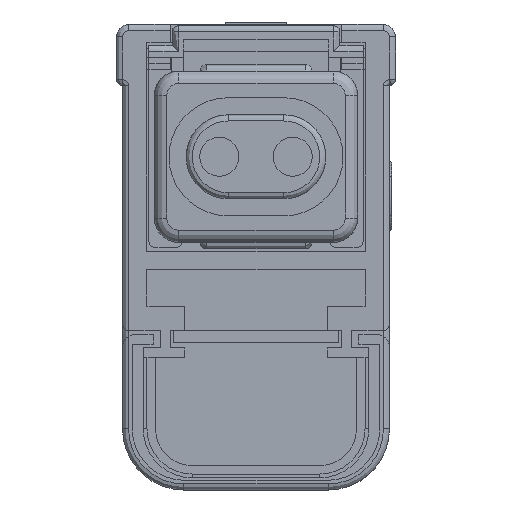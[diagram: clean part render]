
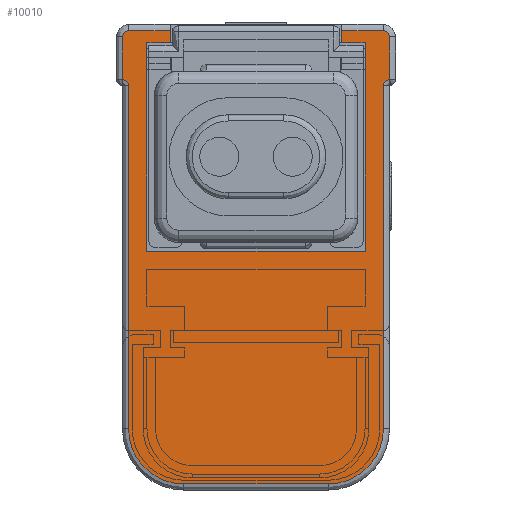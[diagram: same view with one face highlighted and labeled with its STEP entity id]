
A CAD part, left-side view. The second image highlights one B-rep face of the part: STEP entity #10010.
In plain terms, the highlighted face is planar.
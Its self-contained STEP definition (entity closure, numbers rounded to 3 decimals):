
#7645=DIRECTION('',(0.,1.,0.));
#7646=VECTOR('',#7645,17.8);
#7647=CARTESIAN_POINT('',(62.5,-8.9,-18.5));
#7648=LINE('',#7647,#7646);
#7649=DIRECTION('',(0.,-1.,0.));
#7650=VECTOR('',#7649,1.9);
#7651=CARTESIAN_POINT('',(62.5,8.9,-1.5));
#7652=LINE('',#7651,#7650);
#7653=DIRECTION('',(0.,0.,-1.));
#7654=VECTOR('',#7653,1.);
#7655=CARTESIAN_POINT('',(62.5,7.,-0.5));
#7656=LINE('',#7655,#7654);
#7657=DIRECTION('',(0.,-1.,0.));
#7658=VECTOR('',#7657,3.4);
#7659=CARTESIAN_POINT('',(62.5,10.4,-0.5));
#7660=LINE('',#7659,#7658);
#7661=CARTESIAN_POINT('',(62.5,10.4,-1.));
#7662=DIRECTION('',(1.,0.,0.));
#7663=DIRECTION('',(0.,1.,0.));
#7664=AXIS2_PLACEMENT_3D('',#7661,#7662,#7663);
#7666=DIRECTION('',(0.,0.,1.));
#7667=VECTOR('',#7666,3.5);
#7668=CARTESIAN_POINT('',(62.5,10.9,-4.5));
#7669=LINE('',#7668,#7667);
#7670=CARTESIAN_POINT('',(62.5,10.9,-5.));
#7671=DIRECTION('',(-1.,0.,0.));
#7672=DIRECTION('',(0.,-1.,0.));
#7673=AXIS2_PLACEMENT_3D('',#7670,#7671,#7672);
#7675=DIRECTION('',(0.,0.,1.));
#7676=VECTOR('',#7675,28.);
#7677=CARTESIAN_POINT('',(62.5,10.4,-33.));
#7678=LINE('',#7677,#7676);
#7679=CARTESIAN_POINT('',(62.5,5.9,-33.));
#7680=DIRECTION('',(1.,0.,0.));
#7681=DIRECTION('',(0.,0.,-1.));
#7682=AXIS2_PLACEMENT_3D('',#7679,#7680,#7681);
#7684=DIRECTION('',(0.,1.,0.));
#7685=VECTOR('',#7684,11.8);
#7686=CARTESIAN_POINT('',(62.5,-5.9,-37.5));
#7687=LINE('',#7686,#7685);
#7688=CARTESIAN_POINT('',(62.5,-5.9,-33.));
#7689=DIRECTION('',(1.,0.,0.));
#7690=DIRECTION('',(0.,-1.,0.));
#7691=AXIS2_PLACEMENT_3D('',#7688,#7689,#7690);
#7693=DIRECTION('',(0.,0.,-1.));
#7694=VECTOR('',#7693,28.);
#7695=CARTESIAN_POINT('',(62.5,-10.4,-5.));
#7696=LINE('',#7695,#7694);
#7697=CARTESIAN_POINT('',(62.5,-10.9,-5.));
#7698=DIRECTION('',(-1.,0.,0.));
#7699=DIRECTION('',(0.,0.,1.));
#7700=AXIS2_PLACEMENT_3D('',#7697,#7698,#7699);
#7702=DIRECTION('',(0.,0.,-1.));
#7703=VECTOR('',#7702,3.5);
#7704=CARTESIAN_POINT('',(62.5,-10.9,-1.));
#7705=LINE('',#7704,#7703);
#7706=CARTESIAN_POINT('',(62.5,-10.4,-1.));
#7707=DIRECTION('',(1.,0.,0.));
#7708=DIRECTION('',(0.,0.,1.));
#7709=AXIS2_PLACEMENT_3D('',#7706,#7707,#7708);
#7711=DIRECTION('',(0.,-1.,0.));
#7712=VECTOR('',#7711,3.4);
#7713=CARTESIAN_POINT('',(62.5,-7.,-0.5));
#7714=LINE('',#7713,#7712);
#7715=DIRECTION('',(0.,0.,-1.));
#7716=VECTOR('',#7715,1.);
#7717=CARTESIAN_POINT('',(62.5,-7.,-0.5));
#7718=LINE('',#7717,#7716);
#7719=DIRECTION('',(0.,-1.,0.));
#7720=VECTOR('',#7719,1.9);
#7721=CARTESIAN_POINT('',(62.5,-7.,-1.5));
#7722=LINE('',#7721,#7720);
#7731=DIRECTION('',(0.,0.,1.));
#7732=VECTOR('',#7731,17.);
#7733=CARTESIAN_POINT('',(62.5,-8.9,-18.5));
#7734=LINE('',#7733,#7732);
#8740=DIRECTION('',(0.,0.,-1.));
#8741=VECTOR('',#8740,17.);
#8742=CARTESIAN_POINT('',(62.5,8.9,-1.5));
#8743=LINE('',#8742,#8741);
#9523=CARTESIAN_POINT('',(62.5,-8.9,-18.5));
#9524=CARTESIAN_POINT('',(62.5,8.9,-18.5));
#9525=VERTEX_POINT('',#9523);
#9526=VERTEX_POINT('',#9524);
#9583=CARTESIAN_POINT('',(62.5,10.4,-0.5));
#9584=CARTESIAN_POINT('',(62.5,7.,-0.5));
#9585=VERTEX_POINT('',#9583);
#9586=VERTEX_POINT('',#9584);
#9587=CARTESIAN_POINT('',(62.5,-10.9,-1.));
#9588=CARTESIAN_POINT('',(62.5,-10.9,-4.5));
#9589=VERTEX_POINT('',#9587);
#9590=VERTEX_POINT('',#9588);
#9599=CARTESIAN_POINT('',(62.5,-10.4,-5.));
#9600=CARTESIAN_POINT('',(62.5,-10.4,-33.));
#9601=VERTEX_POINT('',#9599);
#9602=VERTEX_POINT('',#9600);
#9603=CARTESIAN_POINT('',(62.5,-5.9,-37.5));
#9604=VERTEX_POINT('',#9603);
#9607=CARTESIAN_POINT('',(62.5,5.9,-37.5));
#9608=VERTEX_POINT('',#9607);
#9611=CARTESIAN_POINT('',(62.5,10.4,-33.));
#9612=VERTEX_POINT('',#9611);
#9615=CARTESIAN_POINT('',(62.5,10.4,-5.));
#9616=VERTEX_POINT('',#9615);
#9619=CARTESIAN_POINT('',(62.5,-7.,-0.5));
#9620=CARTESIAN_POINT('',(62.5,-10.4,-0.5));
#9621=VERTEX_POINT('',#9619);
#9622=VERTEX_POINT('',#9620);
#9627=CARTESIAN_POINT('',(62.5,10.9,-4.5));
#9628=CARTESIAN_POINT('',(62.5,10.9,-1.));
#9629=VERTEX_POINT('',#9627);
#9630=VERTEX_POINT('',#9628);
#9635=CARTESIAN_POINT('',(62.5,-7.,-1.5));
#9636=CARTESIAN_POINT('',(62.5,-8.9,-1.5));
#9637=VERTEX_POINT('',#9635);
#9638=VERTEX_POINT('',#9636);
#9639=CARTESIAN_POINT('',(62.5,8.9,-1.5));
#9640=CARTESIAN_POINT('',(62.5,7.,-1.5));
#9641=VERTEX_POINT('',#9639);
#9642=VERTEX_POINT('',#9640);
#9963=CARTESIAN_POINT('',(62.5,0.,0.));
#9964=DIRECTION('',(1.,0.,0.));
#9965=DIRECTION('',(0.,-1.,0.));
#9966=AXIS2_PLACEMENT_3D('',#9963,#9964,#9965);
#9967=PLANE('',#9966);
#9969=ORIENTED_EDGE('',*,*,#9968,.F.);
#9971=ORIENTED_EDGE('',*,*,#9970,.T.);
#9973=ORIENTED_EDGE('',*,*,#9972,.F.);
#9975=ORIENTED_EDGE('',*,*,#9974,.T.);
#9977=ORIENTED_EDGE('',*,*,#9976,.F.);
#9979=ORIENTED_EDGE('',*,*,#9978,.F.);
#9981=ORIENTED_EDGE('',*,*,#9980,.F.);
#9983=ORIENTED_EDGE('',*,*,#9982,.F.);
#9985=ORIENTED_EDGE('',*,*,#9984,.F.);
#9987=ORIENTED_EDGE('',*,*,#9986,.F.);
#9989=ORIENTED_EDGE('',*,*,#9988,.F.);
#9991=ORIENTED_EDGE('',*,*,#9990,.F.);
#9993=ORIENTED_EDGE('',*,*,#9992,.F.);
#9995=ORIENTED_EDGE('',*,*,#9994,.F.);
#9997=ORIENTED_EDGE('',*,*,#9996,.F.);
#9999=ORIENTED_EDGE('',*,*,#9998,.F.);
#10001=ORIENTED_EDGE('',*,*,#10000,.F.);
#10003=ORIENTED_EDGE('',*,*,#10002,.F.);
#10005=ORIENTED_EDGE('',*,*,#10004,.T.);
#10007=ORIENTED_EDGE('',*,*,#10006,.T.);
#10008=EDGE_LOOP('',(#9969,#9971,#9973,#9975,#9977,#9979,#9981,#9983,#9985,
#9987,#9989,#9991,#9993,#9995,#9997,#9999,#10001,#10003,#10005,#10007));
#10009=FACE_OUTER_BOUND('',#10008,.F.);
#10010=ADVANCED_FACE('',(#10009),#9967,.T.);
#7665=CIRCLE('',#7664,0.5);
#7674=CIRCLE('',#7673,0.5);
#7683=CIRCLE('',#7682,4.5);
#7692=CIRCLE('',#7691,4.5);
#7701=CIRCLE('',#7700,0.5);
#7710=CIRCLE('',#7709,0.5);
#9968=EDGE_CURVE('',#9525,#9638,#7734,.T.);
#9970=EDGE_CURVE('',#9525,#9526,#7648,.T.);
#9972=EDGE_CURVE('',#9641,#9526,#8743,.T.);
#9974=EDGE_CURVE('',#9641,#9642,#7652,.T.);
#9976=EDGE_CURVE('',#9586,#9642,#7656,.T.);
#9978=EDGE_CURVE('',#9585,#9586,#7660,.T.);
#9980=EDGE_CURVE('',#9630,#9585,#7665,.T.);
#9982=EDGE_CURVE('',#9629,#9630,#7669,.T.);
#9984=EDGE_CURVE('',#9616,#9629,#7674,.T.);
#9986=EDGE_CURVE('',#9612,#9616,#7678,.T.);
#9988=EDGE_CURVE('',#9608,#9612,#7683,.T.);
#9990=EDGE_CURVE('',#9604,#9608,#7687,.T.);
#9992=EDGE_CURVE('',#9602,#9604,#7692,.T.);
#9994=EDGE_CURVE('',#9601,#9602,#7696,.T.);
#9996=EDGE_CURVE('',#9590,#9601,#7701,.T.);
#9998=EDGE_CURVE('',#9589,#9590,#7705,.T.);
#10000=EDGE_CURVE('',#9622,#9589,#7710,.T.);
#10002=EDGE_CURVE('',#9621,#9622,#7714,.T.);
#10004=EDGE_CURVE('',#9621,#9637,#7718,.T.);
#10006=EDGE_CURVE('',#9637,#9638,#7722,.T.);
